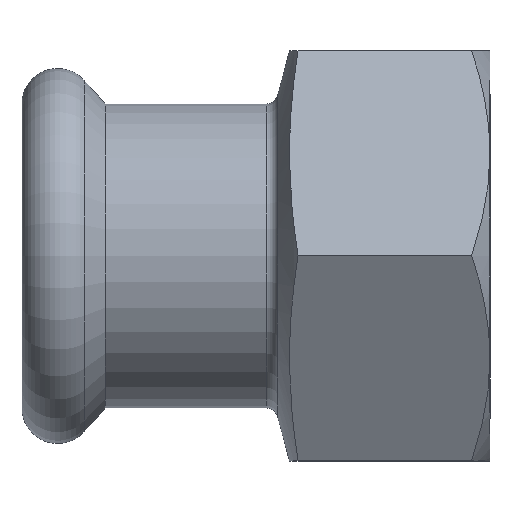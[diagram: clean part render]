
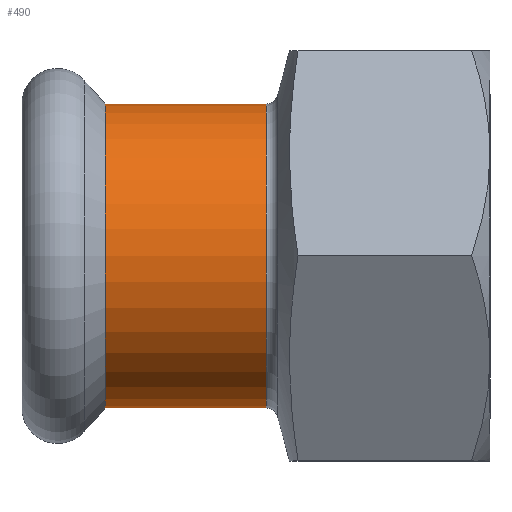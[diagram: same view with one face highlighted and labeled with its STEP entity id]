
A CAD part, top view. The second image highlights one B-rep face of the part: STEP entity #490.
In plain terms, the highlighted cylindrical face has radius 12.6 mm (diameter 25.2 mm), a full revolution.
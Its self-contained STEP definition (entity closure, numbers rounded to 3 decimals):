
#59=FACE_BOUND($,#167,.T.);
#89=CIRCLE($,#546,12.6);
#90=CIRCLE($,#549,12.6);
#105=CYLINDRICAL_SURFACE($,#548,12.6);
#121=FACE_OUTER_BOUND($,#166,.T.);
#166=EDGE_LOOP($,(#383));
#167=EDGE_LOOP($,(#384));
#251=VERTEX_POINT($,#796);
#258=VERTEX_POINT($,#824);
#300=EDGE_CURVE($,#251,#251,#89,.T.);
#307=EDGE_CURVE($,#258,#258,#90,.T.);
#383=ORIENTED_EDGE($,*,*,#307,.F.);
#384=ORIENTED_EDGE($,*,*,#300,.F.);
#490=ADVANCED_FACE($,(#121,#59),#105,.T.);
#546=AXIS2_PLACEMENT_3D($,#797,#653,#654);
#548=AXIS2_PLACEMENT_3D($,#823,#657,#658);
#549=AXIS2_PLACEMENT_3D($,#825,#659,#660);
#653=DIRECTION('center_axis',(1.,0.,0.));
#654=DIRECTION('ref_axis',(0.,-0.866,0.5));
#657=DIRECTION('center_axis',(-1.,0.,0.));
#658=DIRECTION('ref_axis',(0.,0.866,0.5));
#659=DIRECTION('center_axis',(-1.,0.,0.));
#660=DIRECTION('ref_axis',(0.,0.866,0.5));
#796=CARTESIAN_POINT('',(20.233,10.912,-6.3));
#797=CARTESIAN_POINT('Origin',(20.233,0.,0.));
#823=CARTESIAN_POINT('Origin',(13.96,0.,0.));
#824=CARTESIAN_POINT('',(6.92,10.912,-6.3));
#825=CARTESIAN_POINT('Origin',(6.92,0.,0.));
